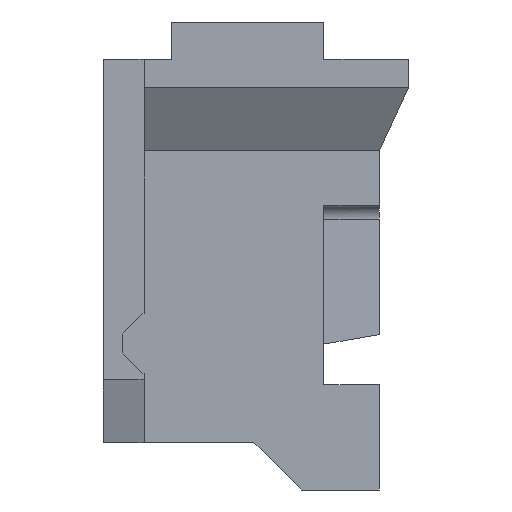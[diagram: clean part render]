
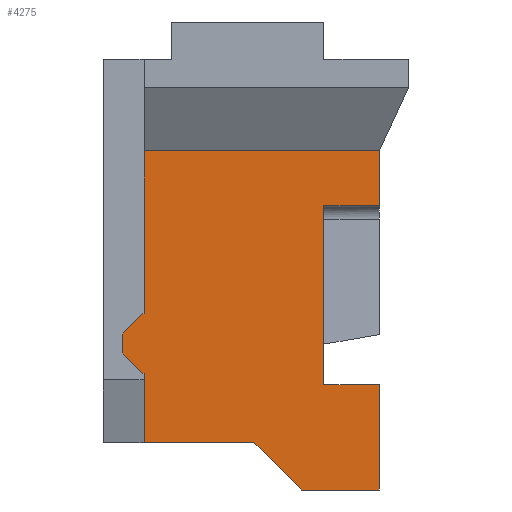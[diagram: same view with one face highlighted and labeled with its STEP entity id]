
A CAD part, left-side view. The second image highlights one B-rep face of the part: STEP entity #4275.
In plain terms, the highlighted planar face has unit normal (-1, 0, 0).
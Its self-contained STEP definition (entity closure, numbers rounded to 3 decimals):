
#158=ORIENTED_EDGE('',*,*,#1430,.F.);
#159=ORIENTED_EDGE('',*,*,#1431,.T.);
#160=ORIENTED_EDGE('',*,*,#1432,.T.);
#161=ORIENTED_EDGE('',*,*,#1423,.F.);
#162=ORIENTED_EDGE('',*,*,#1433,.F.);
#163=ORIENTED_EDGE('',*,*,#1434,.F.);
#164=ORIENTED_EDGE('',*,*,#1435,.T.);
#165=ORIENTED_EDGE('',*,*,#1355,.T.);
#166=ORIENTED_EDGE('',*,*,#1436,.F.);
#167=ORIENTED_EDGE('',*,*,#1437,.T.);
#168=ORIENTED_EDGE('',*,*,#1438,.T.);
#169=ORIENTED_EDGE('',*,*,#1382,.T.);
#170=ORIENTED_EDGE('',*,*,#1439,.F.);
#171=ORIENTED_EDGE('',*,*,#1427,.F.);
#172=ORIENTED_EDGE('',*,*,#1440,.F.);
#173=ORIENTED_EDGE('',*,*,#1441,.T.);
#1355=EDGE_CURVE('',#1987,#1993,#2401,.T.);
#1382=EDGE_CURVE('',#2021,#2020,#2428,.T.);
#1423=EDGE_CURVE('',#2057,#2058,#2461,.T.);
#1427=EDGE_CURVE('',#2061,#2062,#2465,.T.);
#1430=EDGE_CURVE('',#2064,#2065,#2468,.T.);
#1431=EDGE_CURVE('',#2064,#2066,#2469,.T.);
#1432=EDGE_CURVE('',#2066,#2058,#2470,.T.);
#1433=EDGE_CURVE('',#2067,#2057,#2471,.T.);
#1434=EDGE_CURVE('',#2068,#2067,#2472,.T.);
#1435=EDGE_CURVE('',#2068,#1987,#2473,.T.);
#1436=EDGE_CURVE('',#2069,#1993,#2474,.T.);
#1437=EDGE_CURVE('',#2069,#2070,#2475,.T.);
#1438=EDGE_CURVE('',#2070,#2021,#2476,.T.);
#1439=EDGE_CURVE('',#2062,#2020,#2477,.T.);
#1440=EDGE_CURVE('',#2071,#2061,#2478,.T.);
#1441=EDGE_CURVE('',#2071,#2065,#2479,.T.);
#1987=VERTEX_POINT('',#5890);
#1993=VERTEX_POINT('',#5902);
#2020=VERTEX_POINT('',#5960);
#2021=VERTEX_POINT('',#5962);
#2057=VERTEX_POINT('',#6040);
#2058=VERTEX_POINT('',#6042);
#2061=VERTEX_POINT('',#6048);
#2062=VERTEX_POINT('',#6050);
#2064=VERTEX_POINT('',#6056);
#2065=VERTEX_POINT('',#6057);
#2066=VERTEX_POINT('',#6059);
#2067=VERTEX_POINT('',#6062);
#2068=VERTEX_POINT('',#6064);
#2069=VERTEX_POINT('',#6067);
#2070=VERTEX_POINT('',#6069);
#2071=VERTEX_POINT('',#6073);
#2401=LINE('',#5903,#3015);
#2428=LINE('',#5961,#3042);
#2461=LINE('',#6041,#3075);
#2465=LINE('',#6049,#3079);
#2468=LINE('',#6055,#3082);
#2469=LINE('',#6058,#3083);
#2470=LINE('',#6060,#3084);
#2471=LINE('',#6061,#3085);
#2472=LINE('',#6063,#3086);
#2473=LINE('',#6065,#3087);
#2474=LINE('',#6066,#3088);
#2475=LINE('',#6068,#3089);
#2476=LINE('',#6070,#3090);
#2477=LINE('',#6071,#3091);
#2478=LINE('',#6072,#3092);
#2479=LINE('',#6074,#3093);
#3015=VECTOR('',#4777,1000.);
#3042=VECTOR('',#4812,1000.);
#3075=VECTOR('',#4865,1000.);
#3079=VECTOR('',#4869,1000.);
#3082=VECTOR('',#4874,1000.);
#3083=VECTOR('',#4875,1000.);
#3084=VECTOR('',#4876,1000.);
#3085=VECTOR('',#4877,1000.);
#3086=VECTOR('',#4878,1000.);
#3087=VECTOR('',#4879,1000.);
#3088=VECTOR('',#4880,1000.);
#3089=VECTOR('',#4881,1000.);
#3090=VECTOR('',#4882,1000.);
#3091=VECTOR('',#4883,1000.);
#3092=VECTOR('',#4884,1000.);
#3093=VECTOR('',#4885,1000.);
#3615=EDGE_LOOP('',(#158,#159,#160,#161,#162,#163,#164,#165,#166,#167,#168,
#169,#170,#171,#172,#173));
#3839=FACE_BOUND('',#3615,.T.);
#4063=PLANE('',#4518);
#4275=ADVANCED_FACE('',(#3839),#4063,.F.);
#4518=AXIS2_PLACEMENT_3D('',#6054,#4872,#4873);
#4777=DIRECTION('',(0.,0.,1.));
#4812=DIRECTION('',(0.,0.,1.));
#4865=DIRECTION('',(0.,0.,1.));
#4869=DIRECTION('',(0.,0.,1.));
#4872=DIRECTION('',(1.,0.,0.));
#4873=DIRECTION('',(0.,0.,-1.));
#4874=DIRECTION('',(0.,0.,1.));
#4875=DIRECTION('',(0.,-0.707,-0.707));
#4876=DIRECTION('',(0.,-1.,0.));
#4877=DIRECTION('',(0.,1.,0.));
#4878=DIRECTION('',(0.,0.707,0.707));
#4879=DIRECTION('',(0.,-1.,0.));
#4880=DIRECTION('',(0.,-1.,0.));
#4881=DIRECTION('',(0.,0.,1.));
#4882=DIRECTION('',(0.,-1.,0.));
#4883=DIRECTION('',(0.,-1.,0.));
#4884=DIRECTION('',(0.,-1.,0.));
#4885=DIRECTION('',(0.,0.707,-0.707));
#5890=CARTESIAN_POINT('',(-4.3,-1.52,-3.8));
#5902=CARTESIAN_POINT('',(-4.3,-1.52,-2.25));
#5903=CARTESIAN_POINT('',(-4.3,-1.52,-3.8));
#5960=CARTESIAN_POINT('',(-4.3,-1.52,1.2));
#5961=CARTESIAN_POINT('',(-4.3,-1.52,-3.8));
#5962=CARTESIAN_POINT('',(-4.3,-1.52,0.395));
#6040=CARTESIAN_POINT('',(-4.3,1.95,-3.1));
#6041=CARTESIAN_POINT('',(-4.3,1.95,-3.1));
#6042=CARTESIAN_POINT('',(-4.3,1.95,-2.08));
#6048=CARTESIAN_POINT('',(-4.3,1.95,-1.2));
#6049=CARTESIAN_POINT('',(-4.3,1.95,-3.1));
#6050=CARTESIAN_POINT('',(-4.3,1.95,1.2));
#6054=CARTESIAN_POINT('',(-4.3,11.006,-3.8));
#6055=CARTESIAN_POINT('',(-4.3,2.27,-2.08));
#6056=CARTESIAN_POINT('',(-4.3,2.27,-1.78));
#6057=CARTESIAN_POINT('',(-4.3,2.27,-1.5));
#6058=CARTESIAN_POINT('',(-4.3,2.27,-1.78));
#6059=CARTESIAN_POINT('',(-4.3,1.97,-2.08));
#6060=CARTESIAN_POINT('',(-4.3,2.27,-2.08));
#6061=CARTESIAN_POINT('',(-4.3,0.33,-3.1));
#6062=CARTESIAN_POINT('',(-4.3,0.33,-3.1));
#6063=CARTESIAN_POINT('',(-4.3,-0.37,-3.8));
#6064=CARTESIAN_POINT('',(-4.3,-0.37,-3.8));
#6065=CARTESIAN_POINT('',(-4.3,11.006,-3.8));
#6066=CARTESIAN_POINT('',(-4.3,-0.7,-2.25));
#6067=CARTESIAN_POINT('',(-4.3,-0.7,-2.25));
#6068=CARTESIAN_POINT('',(-4.3,-0.7,-2.25));
#6069=CARTESIAN_POINT('',(-4.3,-0.7,0.395));
#6070=CARTESIAN_POINT('',(-4.3,-0.7,0.395));
#6071=CARTESIAN_POINT('',(-4.3,11.006,1.2));
#6072=CARTESIAN_POINT('',(-4.3,2.27,-1.2));
#6073=CARTESIAN_POINT('',(-4.3,1.97,-1.2));
#6074=CARTESIAN_POINT('',(-4.3,2.27,-1.5));
